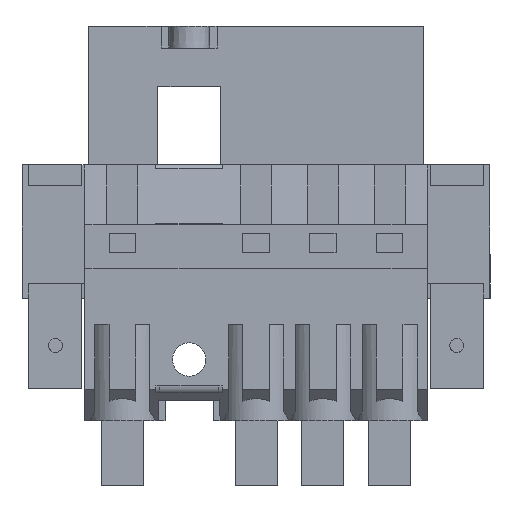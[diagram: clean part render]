
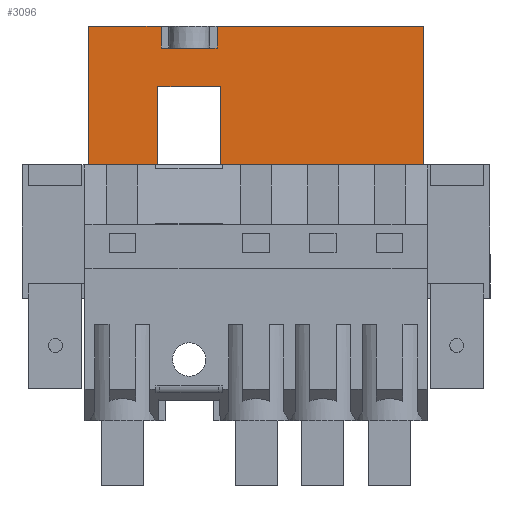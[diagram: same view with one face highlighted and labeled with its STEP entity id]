
A CAD part, front view. The second image highlights one B-rep face of the part: STEP entity #3096.
In plain terms, the highlighted planar face has unit normal (0, -1, 0).
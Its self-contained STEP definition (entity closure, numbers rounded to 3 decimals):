
#3005=AXIS2_PLACEMENT_3D('Plane Axis2P3D',#3002,#3003,#3004) ;
#2811=CARTESIAN_POINT('Line Origine',(7.606,3.,44.5)) ;
#2815=CARTESIAN_POINT('Vertex',(7.606,3.,52.4)) ;
#2817=CARTESIAN_POINT('Vertex',(7.606,3.,36.6)) ;
#3002=CARTESIAN_POINT('Axis2P3D Location',(30.93,3.,36.6)) ;
#3007=CARTESIAN_POINT('Line Origine',(34.172,3.,36.6)) ;
#3011=CARTESIAN_POINT('Vertex',(22.61,3.,36.6)) ;
#3013=CARTESIAN_POINT('Vertex',(45.734,3.,36.6)) ;
#3016=CARTESIAN_POINT('Line Origine',(45.734,3.,44.5)) ;
#3020=CARTESIAN_POINT('Vertex',(45.734,3.,52.4)) ;
#3023=CARTESIAN_POINT('Line Origine',(33.992,3.,52.4)) ;
#3027=CARTESIAN_POINT('Vertex',(22.25,3.,52.4)) ;
#3030=CARTESIAN_POINT('Line Origine',(22.239,3.,51.15)) ;
#3034=CARTESIAN_POINT('Vertex',(22.228,3.,49.9)) ;
#3037=CARTESIAN_POINT('Line Origine',(19.05,3.,49.9)) ;
#3041=CARTESIAN_POINT('Vertex',(15.872,3.,49.9)) ;
#3044=CARTESIAN_POINT('Line Origine',(15.861,3.,51.15)) ;
#3048=CARTESIAN_POINT('Vertex',(15.85,3.,52.4)) ;
#3051=CARTESIAN_POINT('Line Origine',(11.728,3.,52.4)) ;
#3056=CARTESIAN_POINT('Line Origine',(11.548,3.,36.6)) ;
#3060=CARTESIAN_POINT('Vertex',(15.49,3.,36.6)) ;
#3063=CARTESIAN_POINT('Line Origine',(15.49,3.,41.05)) ;
#3067=CARTESIAN_POINT('Vertex',(15.49,3.,45.5)) ;
#3070=CARTESIAN_POINT('Line Origine',(19.05,3.,45.5)) ;
#3074=CARTESIAN_POINT('Vertex',(22.61,3.,45.5)) ;
#3077=CARTESIAN_POINT('Line Origine',(22.61,3.,41.05)) ;
#2812=DIRECTION('Vector Direction',(0.,0.,-1.)) ;
#3003=DIRECTION('Axis2P3D Direction',(0.,-1.,0.)) ;
#3004=DIRECTION('Axis2P3D XDirection',(0.,0.,1.)) ;
#3008=DIRECTION('Vector Direction',(1.,0.,0.)) ;
#3017=DIRECTION('Vector Direction',(0.,0.,-1.)) ;
#3024=DIRECTION('Vector Direction',(1.,0.,0.)) ;
#3031=DIRECTION('Vector Direction',(0.009,0.,1.)) ;
#3038=DIRECTION('Vector Direction',(-1.,0.,0.)) ;
#3045=DIRECTION('Vector Direction',(-0.009,0.,1.)) ;
#3052=DIRECTION('Vector Direction',(1.,0.,0.)) ;
#3057=DIRECTION('Vector Direction',(-1.,0.,0.)) ;
#3064=DIRECTION('Vector Direction',(0.,0.,1.)) ;
#3071=DIRECTION('Vector Direction',(1.,0.,0.)) ;
#3078=DIRECTION('Vector Direction',(0.,0.,1.)) ;
#2813=VECTOR('Line Direction',#2812,1.) ;
#3009=VECTOR('Line Direction',#3008,1.) ;
#3018=VECTOR('Line Direction',#3017,1.) ;
#3025=VECTOR('Line Direction',#3024,1.) ;
#3032=VECTOR('Line Direction',#3031,1.) ;
#3039=VECTOR('Line Direction',#3038,1.) ;
#3046=VECTOR('Line Direction',#3045,1.) ;
#3053=VECTOR('Line Direction',#3052,1.) ;
#3058=VECTOR('Line Direction',#3057,1.) ;
#3065=VECTOR('Line Direction',#3064,1.) ;
#3072=VECTOR('Line Direction',#3071,1.) ;
#3079=VECTOR('Line Direction',#3078,1.) ;
#3083=ORIENTED_EDGE('',*,*,#3015,.T.) ;
#3084=ORIENTED_EDGE('',*,*,#3022,.F.) ;
#3085=ORIENTED_EDGE('',*,*,#3029,.F.) ;
#3086=ORIENTED_EDGE('',*,*,#3036,.T.) ;
#3087=ORIENTED_EDGE('',*,*,#3043,.T.) ;
#3088=ORIENTED_EDGE('',*,*,#3050,.T.) ;
#3089=ORIENTED_EDGE('',*,*,#3055,.T.) ;
#3090=ORIENTED_EDGE('',*,*,#2819,.T.) ;
#3091=ORIENTED_EDGE('',*,*,#3062,.F.) ;
#3092=ORIENTED_EDGE('',*,*,#3069,.T.) ;
#3093=ORIENTED_EDGE('',*,*,#3076,.T.) ;
#3094=ORIENTED_EDGE('',*,*,#3081,.F.) ;
#3096=ADVANCED_FACE('HOUSING',(#3095),#3006,.T.) ;
#2819=EDGE_CURVE('',#2816,#2818,#2814,.T.) ;
#3015=EDGE_CURVE('',#3012,#3014,#3010,.T.) ;
#3022=EDGE_CURVE('',#3021,#3014,#3019,.T.) ;
#3029=EDGE_CURVE('',#3028,#3021,#3026,.T.) ;
#3036=EDGE_CURVE('',#3028,#3035,#3033,.F.) ;
#3043=EDGE_CURVE('',#3035,#3042,#3040,.T.) ;
#3050=EDGE_CURVE('',#3042,#3049,#3047,.T.) ;
#3055=EDGE_CURVE('',#3049,#2816,#3054,.F.) ;
#3062=EDGE_CURVE('',#3061,#2818,#3059,.T.) ;
#3069=EDGE_CURVE('',#3061,#3068,#3066,.T.) ;
#3076=EDGE_CURVE('',#3068,#3075,#3073,.T.) ;
#3081=EDGE_CURVE('',#3012,#3075,#3080,.T.) ;
#3082=EDGE_LOOP('',(#3083,#3084,#3085,#3086,#3087,#3088,#3089,#3090,#3091,#3092,#3093,#3094)) ;
#3095=FACE_OUTER_BOUND('',#3082,.T.) ;
#2814=LINE('Line',#2811,#2813) ;
#3010=LINE('Line',#3007,#3009) ;
#3019=LINE('Line',#3016,#3018) ;
#3026=LINE('Line',#3023,#3025) ;
#3033=LINE('Line',#3030,#3032) ;
#3040=LINE('Line',#3037,#3039) ;
#3047=LINE('Line',#3044,#3046) ;
#3054=LINE('Line',#3051,#3053) ;
#3059=LINE('Line',#3056,#3058) ;
#3066=LINE('Line',#3063,#3065) ;
#3073=LINE('Line',#3070,#3072) ;
#3080=LINE('Line',#3077,#3079) ;
#3006=PLANE('',#3005) ;
#2816=VERTEX_POINT('',#2815) ;
#2818=VERTEX_POINT('',#2817) ;
#3012=VERTEX_POINT('',#3011) ;
#3014=VERTEX_POINT('',#3013) ;
#3021=VERTEX_POINT('',#3020) ;
#3028=VERTEX_POINT('',#3027) ;
#3035=VERTEX_POINT('',#3034) ;
#3042=VERTEX_POINT('',#3041) ;
#3049=VERTEX_POINT('',#3048) ;
#3061=VERTEX_POINT('',#3060) ;
#3068=VERTEX_POINT('',#3067) ;
#3075=VERTEX_POINT('',#3074) ;
